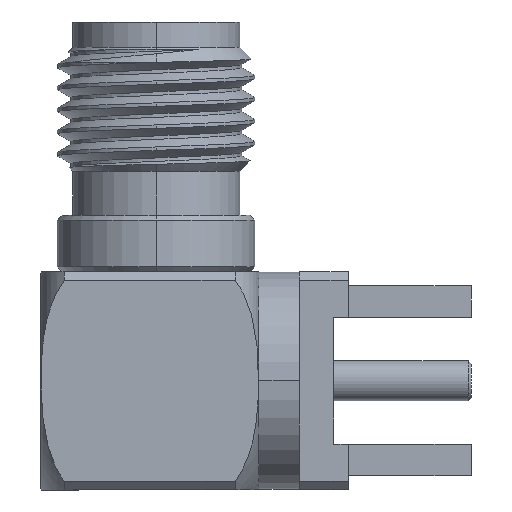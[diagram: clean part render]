
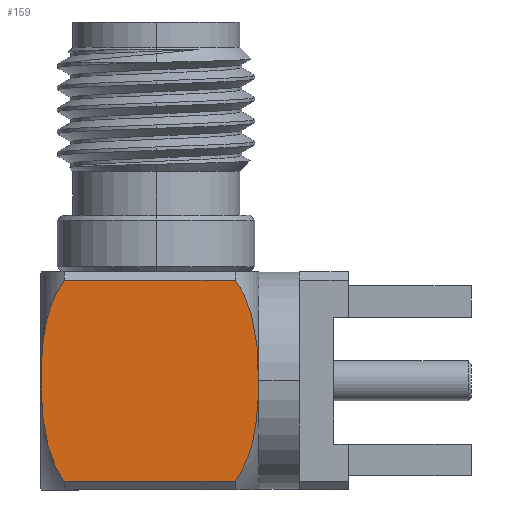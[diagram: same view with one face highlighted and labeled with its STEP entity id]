
A CAD part, left-side view. The second image highlights one B-rep face of the part: STEP entity #159.
In plain terms, the highlighted planar face has unit normal (-1, 0, 0).
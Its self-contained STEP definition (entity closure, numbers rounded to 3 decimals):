
#159=ADVANCED_FACE('',(#367),#368,.T.);
#367=FACE_OUTER_BOUND('',#613,.T.);
#368=PLANE('',#614);
#613=EDGE_LOOP('',(#1656,#1657,#1658,#1659,#1660,#1661));
#614=AXIS2_PLACEMENT_3D('',#1662,#1663,#1664);
#1656=ORIENTED_EDGE('',*,*,#2220,.T.);
#1657=ORIENTED_EDGE('',*,*,#2105,.T.);
#1658=ORIENTED_EDGE('',*,*,#2232,.T.);
#1659=ORIENTED_EDGE('',*,*,#2095,.T.);
#1660=ORIENTED_EDGE('',*,*,#2230,.T.);
#1661=ORIENTED_EDGE('',*,*,#2234,.T.);
#1662=CARTESIAN_POINT('',(-3.5,3.7,0.));
#1663=DIRECTION('',(-1.0,0.,0.));
#1664=DIRECTION('',(0.,1.0,0.0));
#2095=EDGE_CURVE('',#2521,#2519,#2522,.T.);
#2105=EDGE_CURVE('',#2541,#2539,#2542,.T.);
#2220=EDGE_CURVE('',#2729,#2541,#2730,.T.);
#2230=EDGE_CURVE('',#2519,#2745,#2747,.T.);
#2232=EDGE_CURVE('',#2539,#2521,#2749,.T.);
#2234=EDGE_CURVE('',#2745,#2729,#2751,.T.);
#2519=VERTEX_POINT('',#5751);
#2521=VERTEX_POINT('',#5753);
#2522=B_SPLINE_CURVE_WITH_KNOTS('',3,(#5754,#5755,#5756,#5757,#5758,#5759,#5760),.UNSPECIFIED.,.F.,.F.,(4,1,1,1,4),(0.018,0.02,0.021,0.023,0.025),.UNSPECIFIED.);
#2539=VERTEX_POINT('',#5810);
#2541=VERTEX_POINT('',#5815);
#2542=B_SPLINE_CURVE_WITH_KNOTS('',3,(#5816,#5817,#5818,#5819,#5820,#5821,#5822),.UNSPECIFIED.,.F.,.F.,(4,1,1,1,4),(0.018,0.02,0.021,0.023,0.025),.UNSPECIFIED.);
#2729=VERTEX_POINT('',#6111);
#2730=B_SPLINE_CURVE_WITH_KNOTS('',3,(#6112,#6113,#6114,#6115,#6116,#6117,#6118),.UNSPECIFIED.,.F.,.F.,(4,1,1,1,4),(0.018,0.02,0.021,0.023,0.025),.UNSPECIFIED.);
#2745=VERTEX_POINT('',#6167);
#2747=B_SPLINE_CURVE_WITH_KNOTS('',3,(#6172,#6173,#6174,#6175,#6176,#6177,#6178),.UNSPECIFIED.,.F.,.F.,(4,1,1,1,4),(0.018,0.02,0.021,0.023,0.025),.UNSPECIFIED.);
#2749=LINE('',#6180,#6181);
#2751=LINE('',#6184,#6185);
#5751=CARTESIAN_POINT('',(-3.5,3.688,-3.5));
#5753=CARTESIAN_POINT('',(-3.5,2.942,-0.28));
#5754=CARTESIAN_POINT('',(-3.5,2.942,-0.28));
#5755=CARTESIAN_POINT('',(-3.5,3.276,-0.729));
#5756=CARTESIAN_POINT('',(-3.5,3.642,-1.813));
#5757=CARTESIAN_POINT('',(-3.5,3.711,-3.499));
#5758=CARTESIAN_POINT('',(-3.5,3.644,-5.175));
#5759=CARTESIAN_POINT('',(-3.5,3.276,-6.271));
#5760=CARTESIAN_POINT('',(-3.5,2.942,-6.72));
#5810=CARTESIAN_POINT('',(-3.5,-2.532,-0.28));
#5815=CARTESIAN_POINT('',(-3.5,-3.278,-3.5));
#5816=CARTESIAN_POINT('',(-3.5,-2.532,-6.72));
#5817=CARTESIAN_POINT('',(-3.5,-2.866,-6.271));
#5818=CARTESIAN_POINT('',(-3.5,-3.232,-5.187));
#5819=CARTESIAN_POINT('',(-3.5,-3.301,-3.501));
#5820=CARTESIAN_POINT('',(-3.5,-3.234,-1.825));
#5821=CARTESIAN_POINT('',(-3.5,-2.866,-0.729));
#5822=CARTESIAN_POINT('',(-3.5,-2.532,-0.28));
#6111=CARTESIAN_POINT('',(-3.5,-2.532,-6.72));
#6112=CARTESIAN_POINT('',(-3.5,-2.532,-6.72));
#6113=CARTESIAN_POINT('',(-3.5,-2.866,-6.271));
#6114=CARTESIAN_POINT('',(-3.5,-3.232,-5.187));
#6115=CARTESIAN_POINT('',(-3.5,-3.301,-3.501));
#6116=CARTESIAN_POINT('',(-3.5,-3.234,-1.825));
#6117=CARTESIAN_POINT('',(-3.5,-2.866,-0.729));
#6118=CARTESIAN_POINT('',(-3.5,-2.532,-0.28));
#6167=CARTESIAN_POINT('',(-3.5,2.942,-6.72));
#6172=CARTESIAN_POINT('',(-3.5,2.942,-0.28));
#6173=CARTESIAN_POINT('',(-3.5,3.276,-0.729));
#6174=CARTESIAN_POINT('',(-3.5,3.642,-1.813));
#6175=CARTESIAN_POINT('',(-3.5,3.711,-3.499));
#6176=CARTESIAN_POINT('',(-3.5,3.644,-5.175));
#6177=CARTESIAN_POINT('',(-3.5,3.276,-6.271));
#6178=CARTESIAN_POINT('',(-3.5,2.942,-6.72));
#6180=CARTESIAN_POINT('',(-3.5,3.7,-0.28));
#6181=VECTOR('',#6860,1000.0);
#6184=CARTESIAN_POINT('',(-3.5,3.7,-6.72));
#6185=VECTOR('',#6862,1000.0);
#6860=DIRECTION('',(0.,1.0,0.));
#6862=DIRECTION('',(0.,-1.0,0.));
